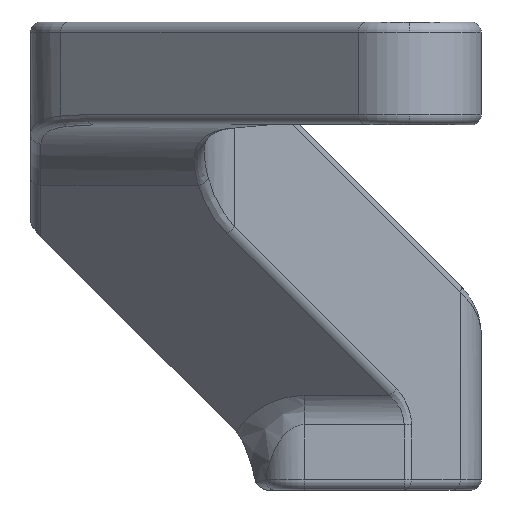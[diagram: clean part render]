
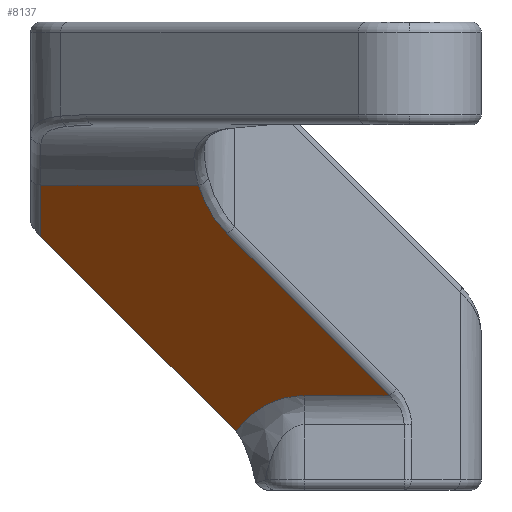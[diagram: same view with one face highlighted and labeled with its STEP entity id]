
A CAD part, left-side view. The second image highlights one B-rep face of the part: STEP entity #8137.
In plain terms, the highlighted planar face has unit normal (-0.707, 0, -0.707).
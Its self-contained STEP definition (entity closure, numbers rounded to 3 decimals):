
#73 = CARTESIAN_POINT ( 'NONE',  ( -59.586, -39.879, -28.914 ) ) ;
#120 = EDGE_CURVE ( 'NONE', #1957, #11476, #1773, .T. ) ;
#138 = CARTESIAN_POINT ( 'NONE',  ( -69.821, -34.739, -18.679 ) ) ;
#205 = DIRECTION ( 'NONE',  ( -0.577, 0.577, 0.577 ) ) ;
#304 = CARTESIAN_POINT ( 'NONE',  ( -59.586, -38.527, -28.914 ) ) ;
#794 = CARTESIAN_POINT ( 'NONE',  ( -67.464, -36.132, -21.036 ) ) ;
#1032 = ORIENTED_EDGE ( 'NONE', *, *, #10007, .T. ) ;
#1114 = VECTOR ( 'NONE', #11705, 1000. ) ;
#1281 = ORIENTED_EDGE ( 'NONE', *, *, #10594, .T. ) ;
#1365 = LINE ( 'NONE', #6678, #3153 ) ;
#1506 = CARTESIAN_POINT ( 'NONE',  ( -57.837, -36.572, -30.663 ) ) ;
#1773 = LINE ( 'NONE', #9921, #1114 ) ;
#1955 = PLANE ( 'NONE',  #6109 ) ;
#1957 = VERTEX_POINT ( 'NONE', #10325 ) ;
#2025 = VERTEX_POINT ( 'NONE', #794 ) ;
#2048 = CARTESIAN_POINT ( 'NONE',  ( -67.323, -27.086, -21.177 ) ) ;
#2627 = CARTESIAN_POINT ( 'NONE',  ( -69.821, -24.8, -18.679 ) ) ;
#2662 = CARTESIAN_POINT ( 'NONE',  ( -59.586, -44.01, -28.914 ) ) ;
#2872 = VERTEX_POINT ( 'NONE', #138 ) ;
#2954 = VECTOR ( 'NONE', #3515, 1000. ) ;
#2998 = ORIENTED_EDGE ( 'NONE', *, *, #10680, .T. ) ;
#3016 = FACE_OUTER_BOUND ( 'NONE', #8608, .T. ) ;
#3153 = VECTOR ( 'NONE', #11304, 1000. ) ;
#3344 = CARTESIAN_POINT ( 'NONE',  ( -68.124, -35.473, -20.376 ) ) ;
#3515 = DIRECTION ( 'NONE',  ( 0., 1., 0. ) ) ;
#3842 = DIRECTION ( 'NONE',  ( -0.707, 0., 0.707 ) ) ;
#3939 = EDGE_CURVE ( 'NONE', #2025, #2872, #6969, .T. ) ;
#3977 = ORIENTED_EDGE ( 'NONE', *, *, #3939, .T. ) ;
#4349 = CARTESIAN_POINT ( 'NONE',  ( -59.586, -39.879, -28.914 ) ) ;
#4400 = CARTESIAN_POINT ( 'NONE',  ( -56.349, -47.248, -32.151 ) ) ;
#5100 = CARTESIAN_POINT ( 'NONE',  ( -67.464, -36.132, -21.036 ) ) ;
#5274 = DIRECTION ( 'NONE',  ( 0., -1., 0. ) ) ;
#5692 = VERTEX_POINT ( 'NONE', #4349 ) ;
#5737 = CARTESIAN_POINT ( 'NONE',  ( -57.837, -36.572, -30.663 ) ) ;
#6109 = AXIS2_PLACEMENT_3D ( 'NONE', #7507, #9986, #3842 ) ;
#6228 = ORIENTED_EDGE ( 'NONE', *, *, #7561, .T. ) ;
#6519 =( BOUNDED_CURVE ( )  B_SPLINE_CURVE ( 3, ( #5737, #6631, #304, #73 ),
 .UNSPECIFIED., .F., .T. ) 
 B_SPLINE_CURVE_WITH_KNOTS ( ( 4, 4 ),
 ( 5.31, 6.283 ),
 .UNSPECIFIED. ) 
 CURVE ( )  GEOMETRIC_REPRESENTATION_ITEM ( )  RATIONAL_B_SPLINE_CURVE ( ( 1., 0.923, 0.923, 1. ) ) 
 REPRESENTATION_ITEM ( '' )  );
#6631 = CARTESIAN_POINT ( 'NONE',  ( -58.954, -37.333, -29.546 ) ) ;
#6678 = CARTESIAN_POINT ( 'NONE',  ( -57.737, -36.672, -30.763 ) ) ;
#6777 = CARTESIAN_POINT ( 'NONE',  ( -69.821, -34.739, -18.679 ) ) ;
#6969 =( BOUNDED_CURVE ( )  B_SPLINE_CURVE ( 3, ( #5100, #3344, #8727, #6777 ),
 .UNSPECIFIED., .F., .T. ) 
 B_SPLINE_CURVE_WITH_KNOTS ( ( 4, 4 ),
 ( 0.785, 1.288 ),
 .UNSPECIFIED. ) 
 CURVE ( )  GEOMETRIC_REPRESENTATION_ITEM ( )  RATIONAL_B_SPLINE_CURVE ( ( 1., 0.979, 0.979, 1. ) ) 
 REPRESENTATION_ITEM ( '' )  );
#7507 = CARTESIAN_POINT ( 'NONE',  ( -44.25, -23.05, -44.25 ) ) ;
#7561 = EDGE_CURVE ( 'NONE', #11240, #2025, #8902, .T. ) ;
#7941 = LINE ( 'NONE', #2627, #2954 ) ;
#8001 = ORIENTED_EDGE ( 'NONE', *, *, #9525, .T. ) ;
#8137 = ADVANCED_FACE ( 'NONE', ( #3016 ), #1955, .T. ) ;
#8608 = EDGE_LOOP ( 'NONE', ( #8001, #10195, #1032, #2998, #1281, #6228, #3977 ) ) ;
#8636 = VERTEX_POINT ( 'NONE', #1506 ) ;
#8727 = CARTESIAN_POINT ( 'NONE',  ( -68.926, -34.998, -19.574 ) ) ;
#8902 = LINE ( 'NONE', #4400, #10456 ) ;
#9525 = EDGE_CURVE ( 'NONE', #2872, #1957, #7941, .T. ) ;
#9921 = CARTESIAN_POINT ( 'NONE',  ( -44.25, -27.086, -44.25 ) ) ;
#9986 = DIRECTION ( 'NONE',  ( -0.707, 0., -0.707 ) ) ;
#10007 = EDGE_CURVE ( 'NONE', #11476, #8636, #1365, .T. ) ;
#10195 = ORIENTED_EDGE ( 'NONE', *, *, #120, .T. ) ;
#10325 = CARTESIAN_POINT ( 'NONE',  ( -69.821, -27.086, -18.679 ) ) ;
#10456 = VECTOR ( 'NONE', #205, 1000. ) ;
#10520 = VECTOR ( 'NONE', #5274, 1000. ) ;
#10594 = EDGE_CURVE ( 'NONE', #5692, #11240, #10676, .T. ) ;
#10676 = LINE ( 'NONE', #10793, #10520 ) ;
#10680 = EDGE_CURVE ( 'NONE', #8636, #5692, #6519, .T. ) ;
#10793 = CARTESIAN_POINT ( 'NONE',  ( -59.586, -23.05, -28.914 ) ) ;
#11240 = VERTEX_POINT ( 'NONE', #2662 ) ;
#11304 = DIRECTION ( 'NONE',  ( 0.577, -0.577, -0.577 ) ) ;
#11476 = VERTEX_POINT ( 'NONE', #2048 ) ;
#11705 = DIRECTION ( 'NONE',  ( 0.707, 0., -0.707 ) ) ;
